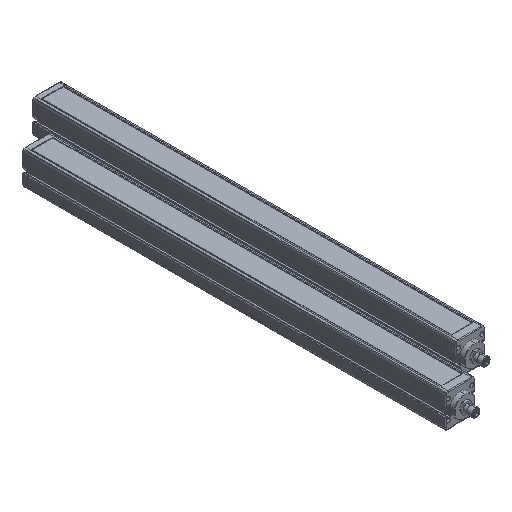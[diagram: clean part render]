
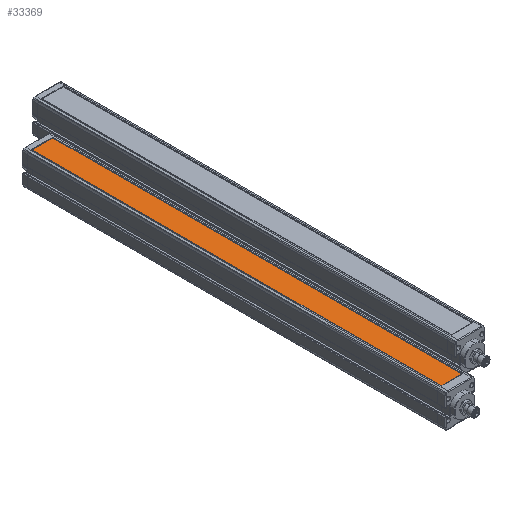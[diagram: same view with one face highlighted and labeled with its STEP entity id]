
A CAD part, isometric view. The second image highlights one B-rep face of the part: STEP entity #33369.
In plain terms, the highlighted planar face has unit normal (0, 0, 1).
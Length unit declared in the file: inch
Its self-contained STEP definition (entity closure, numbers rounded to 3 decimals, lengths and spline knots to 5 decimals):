
#5982 = LINE ( 'NONE', #35464, #42940 ) ;
#5994 = VECTOR ( 'NONE', #21846, 39.37008 ) ;
#7298 = DIRECTION ( 'NONE',  ( 0., 0., 1. ) ) ;
#8547 = CARTESIAN_POINT ( 'NONE',  ( -0.60039, 0., 0.90157 ) ) ;
#9480 = PLANE ( 'NONE',  #23790 ) ;
#11045 = ORIENTED_EDGE ( 'NONE', *, *, #16134, .T. ) ;
#11941 = CARTESIAN_POINT ( 'NONE',  ( 0., 11.5748, 0.90157 ) ) ;
#12383 = DIRECTION ( 'NONE',  ( -1., 0., 0. ) ) ;
#13367 = FACE_OUTER_BOUND ( 'NONE', #39009, .T. ) ;
#15147 = VECTOR ( 'NONE', #12383, 39.37008 ) ;
#16134 = EDGE_CURVE ( 'NONE', #35925, #30589, #32552, .T. ) ;
#17150 = CARTESIAN_POINT ( 'NONE',  ( 0.60039, 0., 0.90157 ) ) ;
#19625 = VERTEX_POINT ( 'NONE', #37555 ) ;
#21181 = VECTOR ( 'NONE', #33788, 39.37008 ) ;
#21617 = CARTESIAN_POINT ( 'NONE',  ( 0., 0., 0.90157 ) ) ;
#21846 = DIRECTION ( 'NONE',  ( 0., -1., 0. ) ) ;
#22970 = DIRECTION ( 'NONE',  ( 1., 0., 0. ) ) ;
#23469 = ORIENTED_EDGE ( 'NONE', *, *, #28284, .T. ) ;
#23790 = AXIS2_PLACEMENT_3D ( 'NONE', #21617, #7298, #23872 ) ;
#23842 = CARTESIAN_POINT ( 'NONE',  ( -0.60039, 11.5748, 0.90157 ) ) ;
#23872 = DIRECTION ( 'NONE',  ( 1., 0., 0. ) ) ;
#24150 = LINE ( 'NONE', #17150, #21181 ) ;
#28284 = EDGE_CURVE ( 'NONE', #19625, #35925, #24150, .T. ) ;
#29056 = LINE ( 'NONE', #8547, #5994 ) ;
#29405 = ORIENTED_EDGE ( 'NONE', *, *, #42731, .T. ) ;
#29825 = EDGE_CURVE ( 'NONE', #40572, #19625, #5982, .T. ) ;
#30589 = VERTEX_POINT ( 'NONE', #23842 ) ;
#32552 = LINE ( 'NONE', #11941, #15147 ) ;
#33369 = ADVANCED_FACE ( 'NONE', ( #13367 ), #9480, .T. ) ;
#33788 = DIRECTION ( 'NONE',  ( 0., 1., 0. ) ) ;
#35464 = CARTESIAN_POINT ( 'NONE',  ( 0., -11.5748, 0.90157 ) ) ;
#35925 = VERTEX_POINT ( 'NONE', #40111 ) ;
#37555 = CARTESIAN_POINT ( 'NONE',  ( 0.60039, -11.5748, 0.90157 ) ) ;
#39009 = EDGE_LOOP ( 'NONE', ( #23469, #11045, #29405, #40342 ) ) ;
#40111 = CARTESIAN_POINT ( 'NONE',  ( 0.60039, 11.5748, 0.90157 ) ) ;
#40342 = ORIENTED_EDGE ( 'NONE', *, *, #29825, .T. ) ;
#40380 = CARTESIAN_POINT ( 'NONE',  ( -0.60039, -11.5748, 0.90157 ) ) ;
#40572 = VERTEX_POINT ( 'NONE', #40380 ) ;
#42731 = EDGE_CURVE ( 'NONE', #30589, #40572, #29056, .T. ) ;
#42940 = VECTOR ( 'NONE', #22970, 39.37008 ) ;
